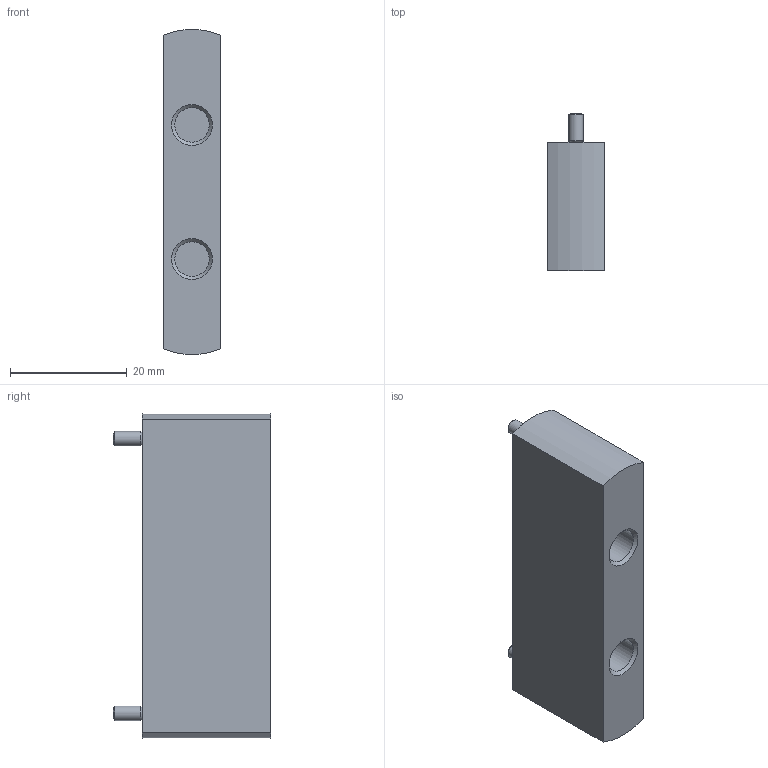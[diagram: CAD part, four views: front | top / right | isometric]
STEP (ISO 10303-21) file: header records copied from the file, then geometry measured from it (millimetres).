
FILE_DESCRIPTION(/* description */ ('STEP AP214'),/* implementation_level */ '2;1');
FILE_NAME(/* name */ '176055_CPV10-BS-5_3G-M7',/* time_stamp */ '2024-08-06T22:37:31+02:00',/* author */ ('License CC BY-ND 4.0'),/* organization */ ('CADENAS'),/* preprocessor_version */ 'ST-DEVELOPER v19.3',/* originating_system */ 'PARTsolutions',/* authorisation */ ' ');
FILE_SCHEMA (('AUTOMOTIVE_DESIGN {1 0 10303 214 3 1 1}'));
Length unit declared in the file: millimetre
Products named in the file (1): 176055 CPV10-BS-5/3G-M7---(10VENTFB_0)
Bounding box: 9.9 x 27 x 55.72 mm (x, y, z)
Volume: 11441.9 mm3; surface area: 4418 mm2
Topology: 1 solids, 1 shells, 22 faces, 40 edges, 24 vertices
Faces by surface type: plane 8, cone 8, cylinder 6
Full cylindrical faces by diameter (mm): 2.5 x2, 5.917 x2
Entity records: 510 total; most frequent: DIRECTION 94, CARTESIAN_POINT 75, ORIENTED_EDGE 56, AXIS2_PLACEMENT_3D 43, EDGE_LOOP 38, FACE_BOUND 38, EDGE_CURVE 28, VERTEX_POINT 24
